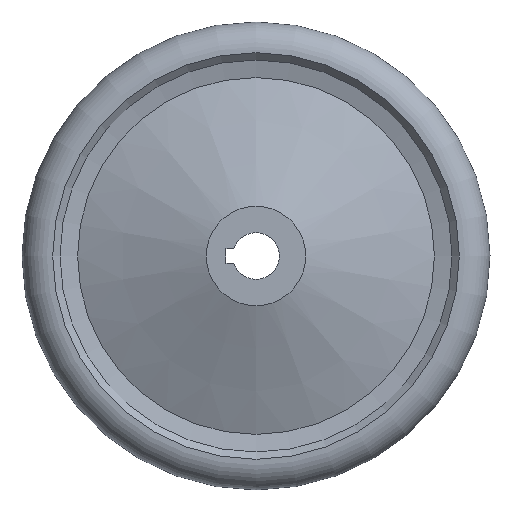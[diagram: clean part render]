
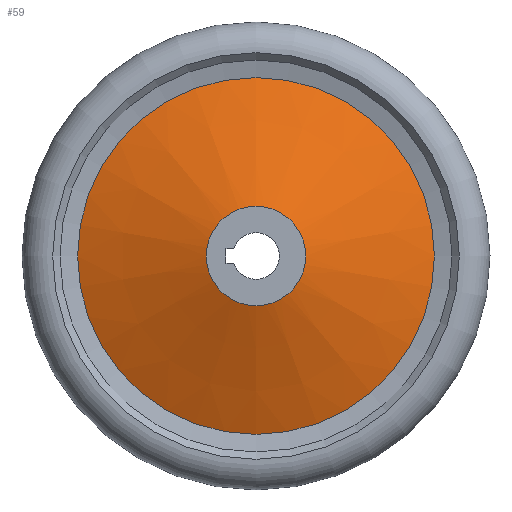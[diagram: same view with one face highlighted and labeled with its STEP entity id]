
A CAD part, left-side view. The second image highlights one B-rep face of the part: STEP entity #59.
In plain terms, the highlighted conical face has half-angle 69.216 degrees and reference radius 61 mm.
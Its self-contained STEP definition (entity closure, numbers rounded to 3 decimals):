
#59 = ADVANCED_FACE( '', ( #126, #127 ), #128, .T. );
#126 = FACE_BOUND( '', #190, .T. );
#127 = FACE_OUTER_BOUND( '', #191, .T. );
#128 = CONICAL_SURFACE( '', #192, 61., 1.208 );
#190 = EDGE_LOOP( '', ( #274 ) );
#191 = EDGE_LOOP( '', ( #275 ) );
#192 = AXIS2_PLACEMENT_3D( '', #276, #277, #278 );
#274 = ORIENTED_EDGE( '', *, *, #337, .F. );
#275 = ORIENTED_EDGE( '', *, *, #329, .T. );
#276 = CARTESIAN_POINT( '', ( 24.2, 0., 0. ) );
#277 = DIRECTION( '', ( 1., 0., 0. ) );
#278 = DIRECTION( '', ( 0., 0., -1. ) );
#329 = EDGE_CURVE( '', #378, #378, #379, .T. );
#337 = EDGE_CURVE( '', #390, #390, #391, .T. );
#378 = VERTEX_POINT( '', #435 );
#379 = CIRCLE( '', #436, 61. );
#390 = VERTEX_POINT( '', #450 );
#391 = CIRCLE( '', #451, 17. );
#435 = CARTESIAN_POINT( '', ( 24.2, 0., 61. ) );
#436 = AXIS2_PLACEMENT_3D( '', #499, #500, #501 );
#450 = CARTESIAN_POINT( '', ( 7.5, 0., 17. ) );
#451 = AXIS2_PLACEMENT_3D( '', #508, #509, #510 );
#499 = CARTESIAN_POINT( '', ( 24.2, 0., 0. ) );
#500 = DIRECTION( '', ( -1., 0., 0. ) );
#501 = DIRECTION( '', ( 0., 0., 1. ) );
#508 = CARTESIAN_POINT( '', ( 7.5, 0., 0. ) );
#509 = DIRECTION( '', ( -1., 0., 0. ) );
#510 = DIRECTION( '', ( 0., 0., 1. ) );
